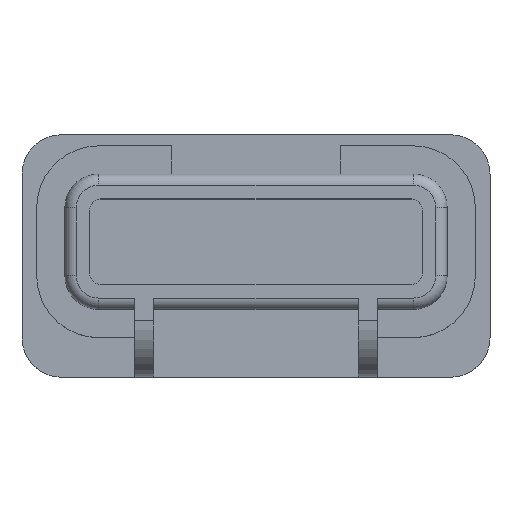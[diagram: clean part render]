
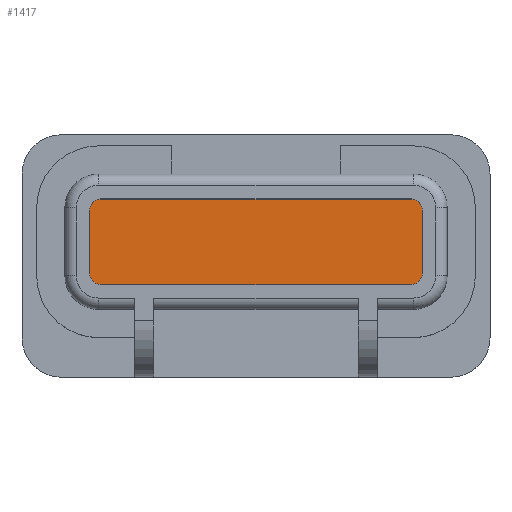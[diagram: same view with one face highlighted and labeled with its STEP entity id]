
A CAD part, top view. The second image highlights one B-rep face of the part: STEP entity #1417.
In plain terms, the highlighted planar face has unit normal (0, 0, 1).
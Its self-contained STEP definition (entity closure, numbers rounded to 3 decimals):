
#49 = FACE_OUTER_BOUND ( 'NONE', #2013, .T. ) ;
#149 = EDGE_CURVE ( 'NONE', #524, #180, #808, .T. ) ;
#171 = CARTESIAN_POINT ( 'NONE',  ( -13.75, -2.55, 2.5 ) ) ;
#180 = VERTEX_POINT ( 'NONE', #644 ) ;
#186 = DIRECTION ( 'NONE',  ( 0., -1., 0. ) ) ;
#287 = VECTOR ( 'NONE', #186, 1000. ) ;
#314 = PLANE ( 'NONE',  #1132 ) ;
#327 = CARTESIAN_POINT ( 'NONE',  ( -14.75, 4.05, 2.5 ) ) ;
#364 = VERTEX_POINT ( 'NONE', #1845 ) ;
#373 = CARTESIAN_POINT ( 'NONE',  ( 13.75, -2.55, 2.5 ) ) ;
#455 = CARTESIAN_POINT ( 'NONE',  ( -14.75, 5.05, 2.5 ) ) ;
#475 = CARTESIAN_POINT ( 'NONE',  ( -14.75, -2.55, 2.5 ) ) ;
#524 = VERTEX_POINT ( 'NONE', #373 ) ;
#640 = EDGE_CURVE ( 'NONE', #3195, #364, #986, .T. ) ;
#644 = CARTESIAN_POINT ( 'NONE',  ( 14.75, -1.55, 2.5 ) ) ;
#647 = CARTESIAN_POINT ( 'NONE',  ( -13.75, 5.05, 2.5 ) ) ;
#666 = VERTEX_POINT ( 'NONE', #2761 ) ;
#751 = DIRECTION ( 'NONE',  ( 0., 1., 0. ) ) ;
#808 = CIRCLE ( 'NONE', #961, 1. ) ;
#832 = CARTESIAN_POINT ( 'NONE',  ( 13.75, -1.55, 2.5 ) ) ;
#854 = CARTESIAN_POINT ( 'NONE',  ( -14.75, 5.05, 2.5 ) ) ;
#869 = CIRCLE ( 'NONE', #1401, 1. ) ;
#879 = DIRECTION ( 'NONE',  ( 1., 0., 0. ) ) ;
#886 = ORIENTED_EDGE ( 'NONE', *, *, #1847, .T. ) ;
#937 = DIRECTION ( 'NONE',  ( 1., 0., 0. ) ) ;
#961 = AXIS2_PLACEMENT_3D ( 'NONE', #832, #2672, #879 ) ;
#986 = LINE ( 'NONE', #455, #287 ) ;
#1010 = CARTESIAN_POINT ( 'NONE',  ( 13.75, 5.05, 2.5 ) ) ;
#1072 = ORIENTED_EDGE ( 'NONE', *, *, #149, .T. ) ;
#1092 = ORIENTED_EDGE ( 'NONE', *, *, #2006, .T. ) ;
#1132 = AXIS2_PLACEMENT_3D ( 'NONE', #2321, #2558, #1802 ) ;
#1195 = ORIENTED_EDGE ( 'NONE', *, *, #2444, .T. ) ;
#1258 = LINE ( 'NONE', #475, #1560 ) ;
#1289 = CIRCLE ( 'NONE', #2688, 1. ) ;
#1296 = VERTEX_POINT ( 'NONE', #1010 ) ;
#1345 = AXIS2_PLACEMENT_3D ( 'NONE', #2182, #1961, #937 ) ;
#1401 = AXIS2_PLACEMENT_3D ( 'NONE', #1974, #1728, #3219 ) ;
#1413 = VECTOR ( 'NONE', #751, 1000. ) ;
#1417 = ADVANCED_FACE ( 'NONE', ( #49 ), #314, .T. ) ;
#1545 = ORIENTED_EDGE ( 'NONE', *, *, #1806, .T. ) ;
#1560 = VECTOR ( 'NONE', #2317, 1000. ) ;
#1561 = ORIENTED_EDGE ( 'NONE', *, *, #2644, .T. ) ;
#1642 = ORIENTED_EDGE ( 'NONE', *, *, #640, .T. ) ;
#1728 = DIRECTION ( 'NONE',  ( 0., 0., 1. ) ) ;
#1794 = ORIENTED_EDGE ( 'NONE', *, *, #1960, .T. ) ;
#1800 = DIRECTION ( 'NONE',  ( 1., 0., 0. ) ) ;
#1802 = DIRECTION ( 'NONE',  ( 1., 0., 0. ) ) ;
#1806 = EDGE_CURVE ( 'NONE', #3006, #3195, #2634, .T. ) ;
#1845 = CARTESIAN_POINT ( 'NONE',  ( -14.75, -1.55, 2.5 ) ) ;
#1847 = EDGE_CURVE ( 'NONE', #666, #1296, #869, .T. ) ;
#1960 = EDGE_CURVE ( 'NONE', #2720, #524, #1258, .T. ) ;
#1961 = DIRECTION ( 'NONE',  ( 0., 0., 1. ) ) ;
#1974 = CARTESIAN_POINT ( 'NONE',  ( 13.75, 4.05, 2.5 ) ) ;
#2006 = EDGE_CURVE ( 'NONE', #364, #2720, #1289, .T. ) ;
#2013 = EDGE_LOOP ( 'NONE', ( #1794, #1072, #1195, #886, #1561, #1545, #1642, #1092 ) ) ;
#2182 = CARTESIAN_POINT ( 'NONE',  ( -13.75, 4.05, 2.5 ) ) ;
#2317 = DIRECTION ( 'NONE',  ( 1., 0., 0. ) ) ;
#2321 = CARTESIAN_POINT ( 'NONE',  ( 0., 0., 2.5 ) ) ;
#2379 = DIRECTION ( 'NONE',  ( -1., 0., 0. ) ) ;
#2444 = EDGE_CURVE ( 'NONE', #180, #666, #2498, .T. ) ;
#2498 = LINE ( 'NONE', #2568, #1413 ) ;
#2558 = DIRECTION ( 'NONE',  ( 0., 0., 1. ) ) ;
#2568 = CARTESIAN_POINT ( 'NONE',  ( 14.75, 5.05, 2.5 ) ) ;
#2587 = DIRECTION ( 'NONE',  ( 0., 0., 1. ) ) ;
#2634 = CIRCLE ( 'NONE', #1345, 1. ) ;
#2644 = EDGE_CURVE ( 'NONE', #1296, #3006, #3145, .T. ) ;
#2672 = DIRECTION ( 'NONE',  ( 0., 0., 1. ) ) ;
#2688 = AXIS2_PLACEMENT_3D ( 'NONE', #3287, #2587, #1800 ) ;
#2720 = VERTEX_POINT ( 'NONE', #171 ) ;
#2761 = CARTESIAN_POINT ( 'NONE',  ( 14.75, 4.05, 2.5 ) ) ;
#3006 = VERTEX_POINT ( 'NONE', #647 ) ;
#3072 = VECTOR ( 'NONE', #2379, 1000. ) ;
#3145 = LINE ( 'NONE', #854, #3072 ) ;
#3195 = VERTEX_POINT ( 'NONE', #327 ) ;
#3219 = DIRECTION ( 'NONE',  ( 1., 0., 0. ) ) ;
#3287 = CARTESIAN_POINT ( 'NONE',  ( -13.75, -1.55, 2.5 ) ) ;
